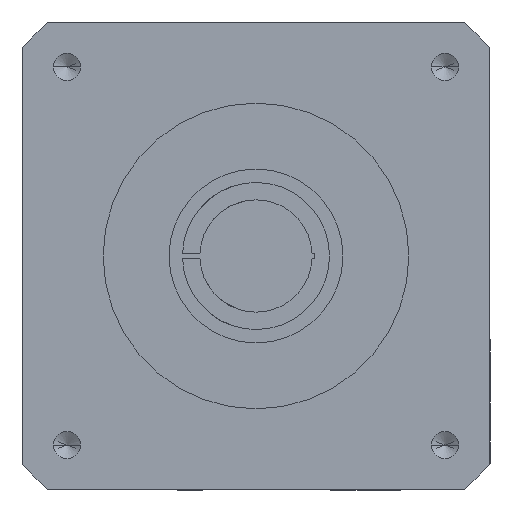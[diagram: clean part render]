
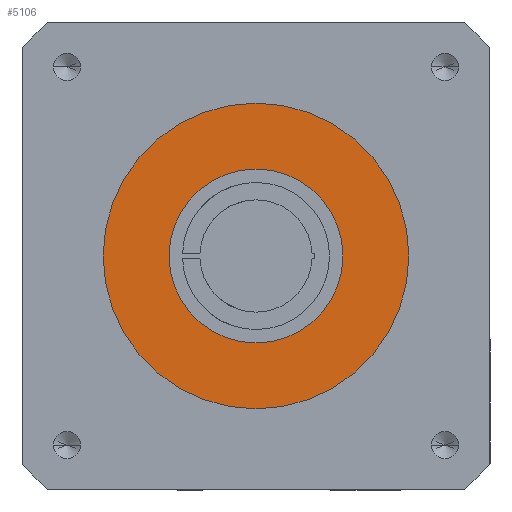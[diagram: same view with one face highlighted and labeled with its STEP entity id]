
A CAD part, front view. The second image highlights one B-rep face of the part: STEP entity #5106.
In plain terms, the highlighted face is planar.
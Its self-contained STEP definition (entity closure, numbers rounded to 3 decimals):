
#58 = DIRECTION ( 'NONE',  ( 0., 0., 1. ) ) ;
#165 = ORIENTED_EDGE ( 'NONE', *, *, #3339, .T. ) ;
#305 = VERTEX_POINT ( 'NONE', #915 ) ;
#630 = CARTESIAN_POINT ( 'NONE',  ( 0., 70., 0. ) ) ;
#717 = EDGE_CURVE ( 'NONE', #2846, #4623, #3835, .T. ) ;
#915 = CARTESIAN_POINT ( 'NONE',  ( 0., 70., -57.15 ) ) ;
#1050 = CARTESIAN_POINT ( 'NONE',  ( 0., 70., 0. ) ) ;
#1203 = DIRECTION ( 'NONE',  ( 0., 1., 0. ) ) ;
#1214 = AXIS2_PLACEMENT_3D ( 'NONE', #3116, #3524, #2809 ) ;
#1426 = AXIS2_PLACEMENT_3D ( 'NONE', #1050, #5059, #2633 ) ;
#1446 = DIRECTION ( 'NONE',  ( 0., 0., 1. ) ) ;
#1452 = DIRECTION ( 'NONE',  ( 0., 1., 0. ) ) ;
#1505 = CARTESIAN_POINT ( 'NONE',  ( 0., 70., 0. ) ) ;
#1611 = ORIENTED_EDGE ( 'NONE', *, *, #4722, .T. ) ;
#1814 = CARTESIAN_POINT ( 'NONE',  ( 0., 70., -32.5 ) ) ;
#2010 = DIRECTION ( 'NONE',  ( 0., 1., 0. ) ) ;
#2188 = CIRCLE ( 'NONE', #5108, 57.15 ) ;
#2314 = FACE_BOUND ( 'NONE', #4483, .T. ) ;
#2353 = CARTESIAN_POINT ( 'NONE',  ( 0., 70., 32.5 ) ) ;
#2415 = CIRCLE ( 'NONE', #5139, 57.15 ) ;
#2625 = ORIENTED_EDGE ( 'NONE', *, *, #717, .F. ) ;
#2633 = DIRECTION ( 'NONE',  ( 0., 0., 1. ) ) ;
#2809 = DIRECTION ( 'NONE',  ( 0., 0., 1. ) ) ;
#2846 = VERTEX_POINT ( 'NONE', #2353 ) ;
#3033 = CARTESIAN_POINT ( 'NONE',  ( 0., 70., 57.15 ) ) ;
#3116 = CARTESIAN_POINT ( 'NONE',  ( 0., 70., 0. ) ) ;
#3208 = ORIENTED_EDGE ( 'NONE', *, *, #4417, .F. ) ;
#3339 = EDGE_CURVE ( 'NONE', #4862, #305, #2415, .T. ) ;
#3341 = CIRCLE ( 'NONE', #1426, 32.5 ) ;
#3524 = DIRECTION ( 'NONE',  ( 0., 1., 0. ) ) ;
#3835 = CIRCLE ( 'NONE', #1214, 32.5 ) ;
#3897 = AXIS2_PLACEMENT_3D ( 'NONE', #1505, #1203, #1446 ) ;
#3995 = CARTESIAN_POINT ( 'NONE',  ( 0., 70., 0. ) ) ;
#4209 = FACE_OUTER_BOUND ( 'NONE', #4929, .T. ) ;
#4270 = DIRECTION ( 'NONE',  ( 0., 0., 1. ) ) ;
#4417 = EDGE_CURVE ( 'NONE', #4623, #2846, #3341, .T. ) ;
#4483 = EDGE_LOOP ( 'NONE', ( #2625, #3208 ) ) ;
#4623 = VERTEX_POINT ( 'NONE', #1814 ) ;
#4722 = EDGE_CURVE ( 'NONE', #305, #4862, #2188, .T. ) ;
#4862 = VERTEX_POINT ( 'NONE', #3033 ) ;
#4929 = EDGE_LOOP ( 'NONE', ( #165, #1611 ) ) ;
#5059 = DIRECTION ( 'NONE',  ( 0., 1., 0. ) ) ;
#5106 = ADVANCED_FACE ( 'NONE', ( #2314, #4209 ), #5149, .T. ) ;
#5108 = AXIS2_PLACEMENT_3D ( 'NONE', #630, #1452, #4270 ) ;
#5139 = AXIS2_PLACEMENT_3D ( 'NONE', #3995, #2010, #58 ) ;
#5149 = PLANE ( 'NONE',  #3897 ) ;
